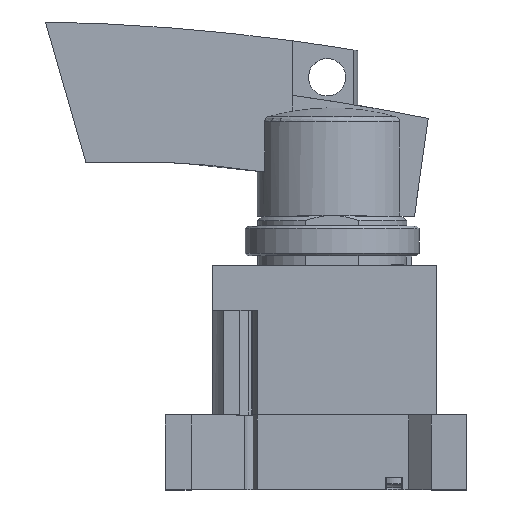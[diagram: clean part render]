
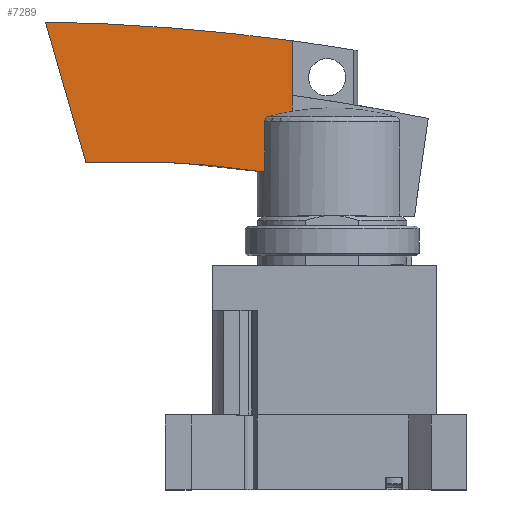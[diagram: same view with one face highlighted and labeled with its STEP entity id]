
A CAD part, top view. The second image highlights one B-rep face of the part: STEP entity #7289.
In plain terms, the highlighted planar face has unit normal (0.016, 0, 1).
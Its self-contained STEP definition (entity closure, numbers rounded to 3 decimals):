
#223=PLANE('',#8682);
#320=ELLIPSE('',#8681,170.022,170.);
#321=ELLIPSE('',#8684,422.056,422.);
#847=LINE('',#13060,#1468);
#863=LINE('',#13125,#1484);
#869=LINE('',#13149,#1490);
#873=LINE('',#13161,#1494);
#874=LINE('',#13164,#1495);
#1468=VECTOR('',#10506,1000.);
#1484=VECTOR('',#10540,1000.);
#1490=VECTOR('',#10560,1000.);
#1494=VECTOR('',#10572,1000.);
#1495=VECTOR('',#10575,1000.);
#1828=CIRCLE('',#8683,46.567);
#3576=ORIENTED_EDGE('',*,*,#4888,.T.);
#3577=ORIENTED_EDGE('',*,*,#4889,.T.);
#3578=ORIENTED_EDGE('',*,*,#4872,.T.);
#3579=ORIENTED_EDGE('',*,*,#4890,.T.);
#3580=ORIENTED_EDGE('',*,*,#4891,.T.);
#3581=ORIENTED_EDGE('',*,*,#4886,.F.);
#3582=ORIENTED_EDGE('',*,*,#4883,.T.);
#3583=ORIENTED_EDGE('',*,*,#4848,.F.);
#3584=ORIENTED_EDGE('',*,*,#4892,.T.);
#4848=EDGE_CURVE('',#5634,#5635,#847,.T.);
#4872=EDGE_CURVE('',#5655,#5658,#863,.T.);
#4883=EDGE_CURVE('',#5666,#5635,#869,.T.);
#4886=EDGE_CURVE('',#5666,#5667,#320,.F.);
#4888=EDGE_CURVE('',#5668,#5669,#1828,.T.);
#4889=EDGE_CURVE('',#5669,#5655,#873,.T.);
#4890=EDGE_CURVE('',#5658,#5670,#321,.F.);
#4891=EDGE_CURVE('',#5670,#5667,#874,.T.);
#4892=EDGE_CURVE('',#5634,#5668,#5819,.T.);
#5634=VERTEX_POINT('',#13059);
#5635=VERTEX_POINT('',#13061);
#5655=VERTEX_POINT('',#13119);
#5658=VERTEX_POINT('',#13124);
#5666=VERTEX_POINT('',#13150);
#5667=VERTEX_POINT('',#13155);
#5668=VERTEX_POINT('',#13159);
#5669=VERTEX_POINT('',#13160);
#5670=VERTEX_POINT('',#13163);
#5819=B_SPLINE_CURVE_WITH_KNOTS('',3,(#13165,#13166,#13167,#13168),
 .UNSPECIFIED.,.F.,.F.,(4,4),(0.,0.001),
 .UNSPECIFIED.);
#6230=EDGE_LOOP('',(#3576,#3577,#3578,#3579,#3580,#3581,#3582,#3583,#3584));
#6727=FACE_BOUND('',#6230,.T.);
#7289=ADVANCED_FACE('',(#6727),#223,.F.);
#8681=AXIS2_PLACEMENT_3D('',#13154,#10565,#10566);
#8682=AXIS2_PLACEMENT_3D('',#13157,#10568,#10569);
#8683=AXIS2_PLACEMENT_3D('',#13158,#10570,#10571);
#8684=AXIS2_PLACEMENT_3D('',#13162,#10573,#10574);
#10506=DIRECTION('',(0.,-1.,0.));
#10540=DIRECTION('',(0.,1.,0.));
#10560=DIRECTION('',(1.,0.,-0.016));
#10565=DIRECTION('',(-0.016,0.,-1.));
#10566=DIRECTION('',(1.,0.,-0.016));
#10568=DIRECTION('',(-0.016,0.,-1.));
#10569=DIRECTION('',(-1.,0.,0.016));
#10570=DIRECTION('',(-0.016,0.,-1.));
#10571=DIRECTION('',(-1.,0.,0.016));
#10572=DIRECTION('',(0.,1.,0.));
#10573=DIRECTION('',(-0.016,0.,-1.));
#10574=DIRECTION('',(1.,0.,-0.016));
#10575=DIRECTION('',(0.276,-0.961,-0.004));
#13059=CARTESIAN_POINT('',(-13.589,18.986,6.585));
#13060=CARTESIAN_POINT('',(-13.589,0.,6.585));
#13061=CARTESIAN_POINT('',(-13.589,9.,6.585));
#13119=CARTESIAN_POINT('',(-8.,24.26,6.494));
#13124=CARTESIAN_POINT('',(-8.,35.224,6.494));
#13125=CARTESIAN_POINT('',(-8.,40.,6.494));
#13149=CARTESIAN_POINT('',(-57.6,9.,7.3));
#13150=CARTESIAN_POINT('',(-14.75,9.,6.603));
#13154=CARTESIAN_POINT('',(-40.384,-159.056,7.02));
#13155=CARTESIAN_POINT('',(-49.485,10.7,7.168));
#13157=CARTESIAN_POINT('',(-57.6,40.,7.3));
#13158=CARTESIAN_POINT('',(0.103,-24.8,6.362));
#13159=CARTESIAN_POINT('',(-12.82,19.938,6.572));
#13160=CARTESIAN_POINT('',(-8.,21.057,6.494));
#13161=CARTESIAN_POINT('',(-8.,40.,6.494));
#13162=CARTESIAN_POINT('',(-64.781,-382.939,7.417));
#13163=CARTESIAN_POINT('',(-57.6,39.,7.3));
#13164=CARTESIAN_POINT('',(-57.865,39.924,7.304));
#13165=CARTESIAN_POINT('',(-13.589,18.986,6.585));
#13166=CARTESIAN_POINT('',(-13.589,19.428,6.585));
#13167=CARTESIAN_POINT('',(-13.244,19.815,6.579));
#13168=CARTESIAN_POINT('',(-12.82,19.938,6.572));
